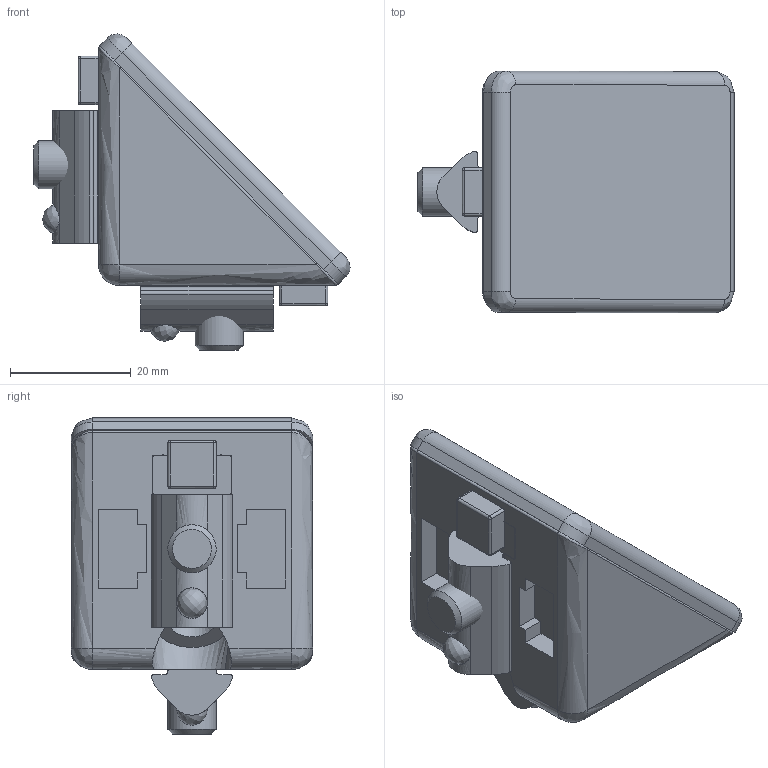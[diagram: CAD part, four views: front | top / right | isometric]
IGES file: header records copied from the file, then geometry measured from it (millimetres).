
Global section: file name: SZ0970N_A; native system: Autodesk Inventor 2015; preprocessor: unknown; author: Behrens; date: 20151119.155300; units: millimetre
Bounding box: 52.39 x 40 x 52.39 mm (x, y, z)
Volume: 27152.6 mm3; surface area: 21777.8 mm2
Topology: 14 solids, 14 shells, 417 faces, 1123 edges, 735 vertices
Faces by surface type: bspline 417
